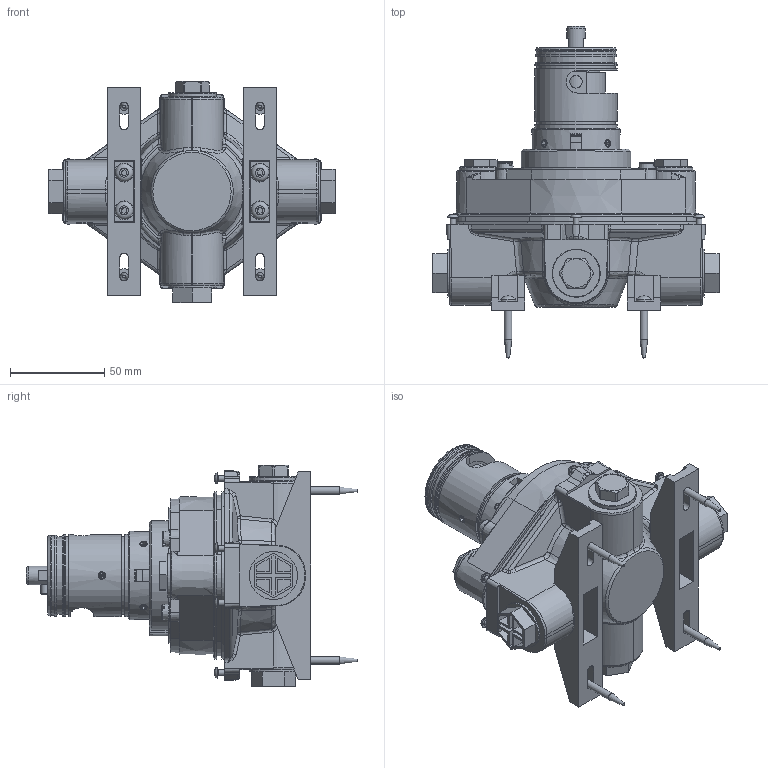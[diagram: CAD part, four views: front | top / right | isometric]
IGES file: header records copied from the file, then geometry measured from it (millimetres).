
Global section: file name: No Iges File Name specified; native system: Autodesk Inventor 2012; preprocessor: AutoDesk Inventor Iges Exporter R2012; author: mblakey; date: 20121002.145652; units: millimetre
Bounding box: 151.8 x 175.9 x 117.3 mm (x, y, z)
Volume: 569549.6 mm3; surface area: 220405.2 mm2
Topology: 79 solids, 79 shells, 2499 faces, 6154 edges, 3991 vertices
Faces by surface type: plane 1346, revolution 508, cylinder 343, cone 137, bspline 106, torus 53, sphere 6
Full cylindrical faces by diameter (mm): 2.8 x2, 3 x6, 3.14 x1, 4 x18, 4.51 x4, 5 x10, 5.7 x10, 6.3 x1, 7 x1, 8 x6, 8.13 x8, 9.5 x4, 9.725 x1, 10 x9, 11 x1, 13 x4, 13.5 x1, 15 x1, 15.7 x2, 15.9 x2, 16 x2, 17.8 x6, 18.1 x1, 18.4 x3, 18.5 x1, 19.3 x1, 20 x2, 20.7 x4, 20.99 x3, 21.3 x1
